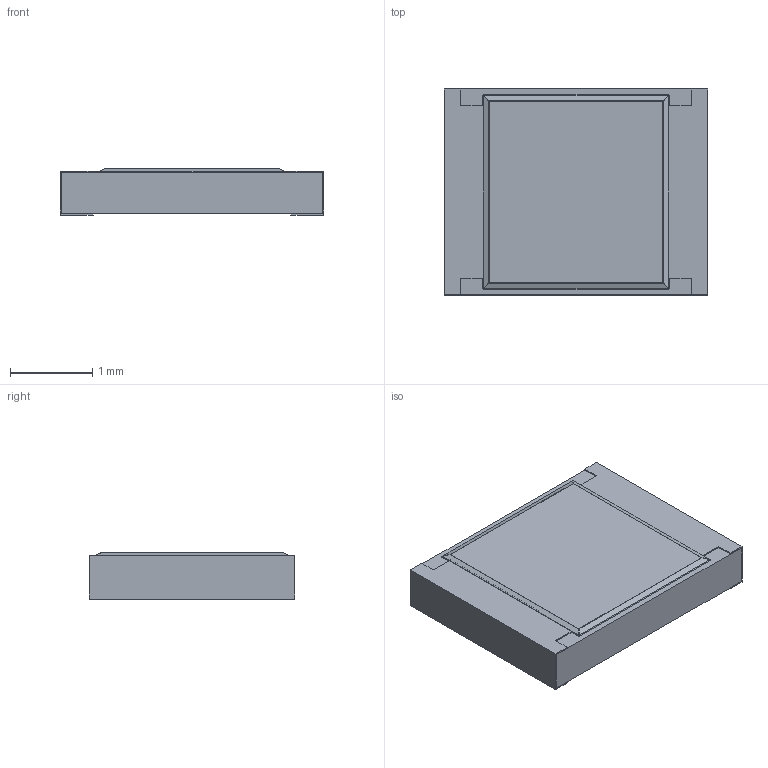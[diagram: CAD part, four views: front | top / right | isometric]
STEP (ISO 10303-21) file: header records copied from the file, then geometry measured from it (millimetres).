
FILE_DESCRIPTION(('STEP AP214'),'1');
FILE_NAME('RN73H2E.stp','2019-04-05T07:31:26',(' '),(' '),'Spatial InterOp 3D',' ',' ');
FILE_SCHEMA(('AUTOMOTIVE_DESIGN { 1 0 10303 214 1 1 1 1 }'));
Length unit declared in the file: metre
Products named in the file (5): RN73H2E; Component1; Component2; Component3; Component4
Assembly tree (4 placements, depth 2):
  RN73H2E
    Component1
    Component2
    Component3
    Component4
Bounding box: 3.2 x 2.5 x 0.56 mm (x, y, z)
Volume: 4.3 mm3; surface area: 45.7 mm2
Topology: 4 solids, 4 shells, 71 faces, 173 edges, 102 vertices
Faces by surface type: plane 56, sphere 8, cylinder 7
Entity records: 2684 total; most frequent: DIRECTION 347, CARTESIAN_POINT 343, ORIENTED_EDGE 330, EDGE_CURVE 165, LINE 135, VECTOR 135, AXIS2_PLACEMENT_3D 106, VERTEX_POINT 102
